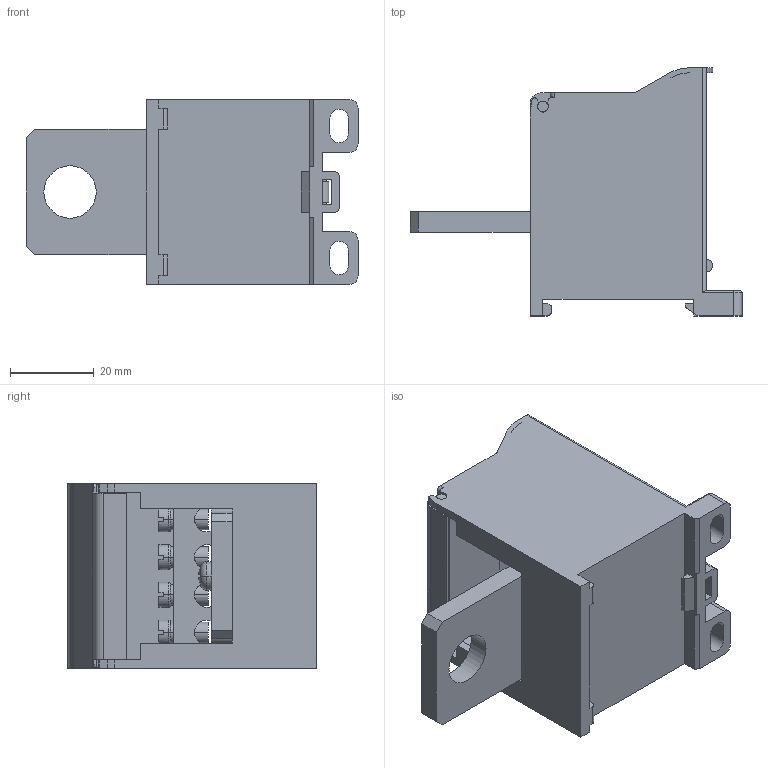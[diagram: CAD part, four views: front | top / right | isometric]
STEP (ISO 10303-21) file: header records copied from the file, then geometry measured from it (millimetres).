
FILE_DESCRIPTION((''),'2;1');
FILE_NAME('5YB576367_ASM','2023-11-30T',('dell'),(''),'PRO/ENGINEER BY PARAMETRIC TECHNOLOGY CORPORATION, 2013230','PRO/ENGINEER BY PARAMETRIC TECHNOLOGY CORPORATION, 2013230','');
FILE_SCHEMA(('AUTOMOTIVE_DESIGN { 1 0 10303 214 1 1 1 1 }'));
Length unit declared in the file: millimetre
Products named in the file (1): 5YB576367_ASM
Bounding box: 79.2 x 59.2 x 44 mm (x, y, z)
Volume: 56494.5 mm3; surface area: 26676.7 mm2
Topology: 1 solids, 4 shells, 480 faces, 1421 edges, 929 vertices
Faces by surface type: plane 197, cylinder 193, bspline 38, cone 24, torus 18, sphere 10
Entity records: 24805 total; most frequent: CARTESIAN_POINT 9743, ORIENTED_EDGE 2826, DIRECTION 2442, EDGE_CURVE 1413, VERTEX_POINT 929, AXIS2_PLACEMENT_3D 863, VECTOR 716, LINE 716
